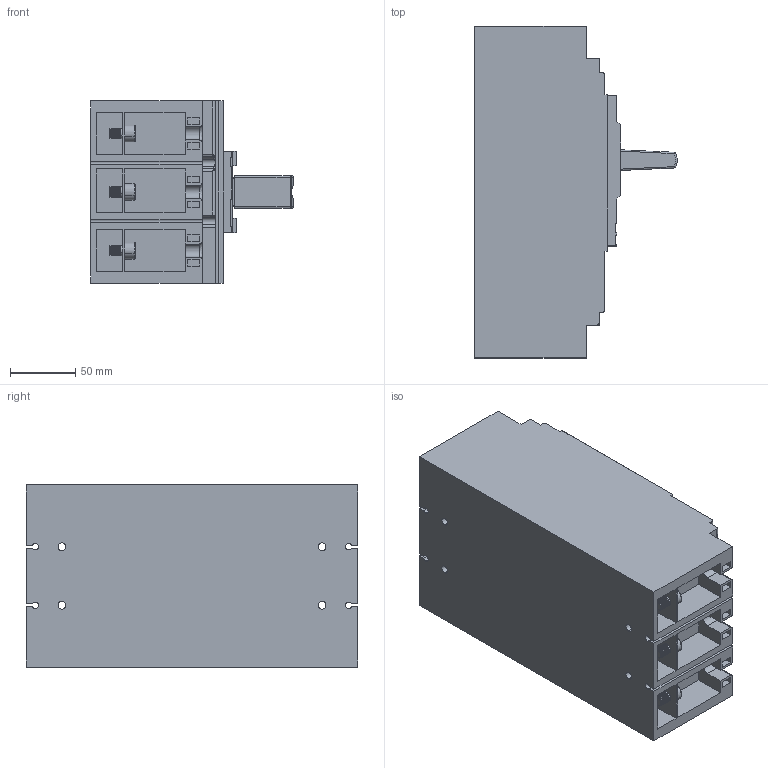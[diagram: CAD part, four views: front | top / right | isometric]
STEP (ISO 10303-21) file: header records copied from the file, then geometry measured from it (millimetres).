
FILE_DESCRIPTION (( 'STEP AP214' ), '1' );
FILE_NAME ('Âûêëþ÷àòåëè àâòîìàòè÷åñêèå ñåðèè ÂÀ-99Ñ 400 I 630À.STEP', '2018-03-26T08:25:28', ( '' ), ( '' ), 'SwSTEP 2.0', 'SolidWorks 2017', '' );
FILE_SCHEMA (( 'AUTOMOTIVE_DESIGN' ));
Length unit declared in the file: millimetre
Products named in the file (4): Ðó÷êà ê ÂÀ 99Ñ; EKF PROxima 臍-99娕630; Âûêëþ÷àòåëè àâòîìàòè÷åñêèå ñåðèè ÂÀ-99Ñ 400 I 630À; socket head cap screw_din_DIN 912 M8 x 12 --- 12S
Assembly tree (8 placements, depth 2):
  Âûêëþ÷àòåëè àâòîìàòè÷åñêèå ñåðèè ÂÀ-99Ñ 400 I 630À
    EKF PROxima 臍-99娕630
    socket head cap screw_din_DIN 912 M8 x 12 --- 12S  x6
    Ðó÷êà ê ÂÀ 99Ñ
Bounding box: 155.5 x 255 x 140 mm (x, y, z)
Volume: 3180867.3 mm3; surface area: 236673.5 mm2
Topology: 15 solids, 15 shells, 1175 faces, 2901 edges, 1820 vertices
Faces by surface type: plane 642, cylinder 206, cone 192, bspline 129, sphere 4, torus 2
Entity records: 29998 total; most frequent: CARTESIAN_POINT 9616, ORIENTED_EDGE 4202, DIRECTION 3621, EDGE_CURVE 2101, LINE 1609, VECTOR 1609, VERTEX_POINT 1365, AXIS2_PLACEMENT_3D 1006
